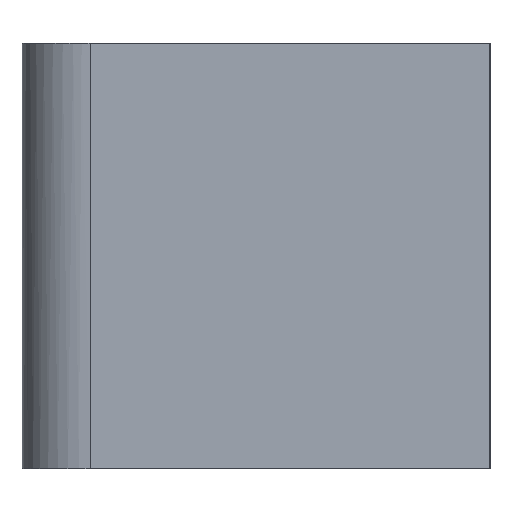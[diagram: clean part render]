
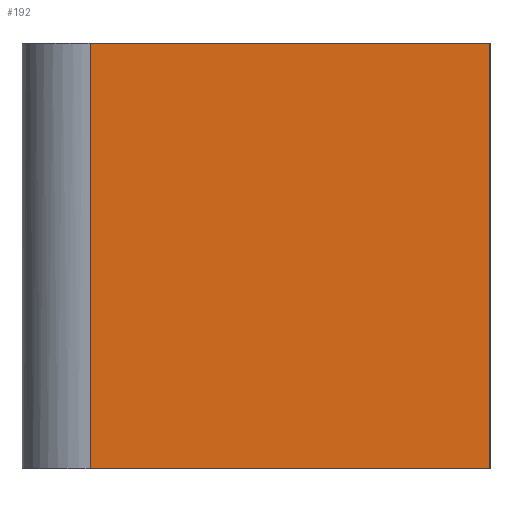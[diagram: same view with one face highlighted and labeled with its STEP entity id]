
A CAD part, left-side view. The second image highlights one B-rep face of the part: STEP entity #192.
In plain terms, the highlighted free-form (B-spline) face has degree [1, 1] with [2, 2] control points.
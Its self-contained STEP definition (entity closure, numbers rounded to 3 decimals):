
#9 = CARTESIAN_POINT ( 'NONE',  ( -38.675, 30.46, 50. ) ) ;
#10 = ORIENTED_EDGE ( 'NONE', *, *, #441, .T. ) ;
#23 = CARTESIAN_POINT ( 'NONE',  ( -38.675, 77.46, 50. ) ) ;
#34 = ORIENTED_EDGE ( 'NONE', *, *, #561, .F. ) ;
#44 = FACE_OUTER_BOUND ( 'NONE', #157, .T. ) ;
#47 = CARTESIAN_POINT ( 'NONE',  ( -38.675, 30.46, 50. ) ) ;
#129 = B_SPLINE_CURVE_WITH_KNOTS ( 'NONE', 1,
 ( #9, #335 ),
 .UNSPECIFIED., .F., .F.,
 ( 2, 2 ),
 ( 0., 1. ),
 .UNSPECIFIED. ) ;
#155 = CARTESIAN_POINT ( 'NONE',  ( -38.675, 30.46, 0. ) ) ;
#157 = EDGE_LOOP ( 'NONE', ( #483, #567, #10, #34 ) ) ;
#170 = CARTESIAN_POINT ( 'NONE',  ( -38.675, 77.46, 0. ) ) ;
#192 = ADVANCED_FACE ( 'NONE', ( #44 ), #610, .T. ) ;
#196 = B_SPLINE_CURVE_WITH_KNOTS ( 'NONE', 1,
 ( #547, #197 ),
 .UNSPECIFIED., .F., .F.,
 ( 2, 2 ),
 ( 0., 1. ),
 .UNSPECIFIED. ) ;
#197 = CARTESIAN_POINT ( 'NONE',  ( -38.675, 30.46, 0. ) ) ;
#227 = CARTESIAN_POINT ( 'NONE',  ( -38.675, 77.46, 50. ) ) ;
#234 = B_SPLINE_CURVE_WITH_KNOTS ( 'NONE', 1,
 ( #227, #591 ),
 .UNSPECIFIED., .F., .F.,
 ( 2, 2 ),
 ( 0., 1. ),
 .UNSPECIFIED. ) ;
#262 = CARTESIAN_POINT ( 'NONE',  ( -38.675, 30.46, 50. ) ) ;
#318 = VERTEX_POINT ( 'NONE', #652 ) ;
#335 = CARTESIAN_POINT ( 'NONE',  ( -38.675, 30.46, 0. ) ) ;
#342 = B_SPLINE_CURVE_WITH_KNOTS ( 'NONE', 1,
 ( #23, #559 ),
 .UNSPECIFIED., .F., .F.,
 ( 2, 2 ),
 ( 0., 1. ),
 .UNSPECIFIED. ) ;
#358 = EDGE_CURVE ( 'NONE', #318, #555, #234, .T. ) ;
#369 = CARTESIAN_POINT ( 'NONE',  ( -38.675, 77.46, 50. ) ) ;
#428 = VERTEX_POINT ( 'NONE', #47 ) ;
#441 = EDGE_CURVE ( 'NONE', #555, #578, #196, .T. ) ;
#447 = CARTESIAN_POINT ( 'NONE',  ( -38.675, 30.46, 0. ) ) ;
#483 = ORIENTED_EDGE ( 'NONE', *, *, #601, .F. ) ;
#547 = CARTESIAN_POINT ( 'NONE',  ( -38.675, 77.46, 0. ) ) ;
#555 = VERTEX_POINT ( 'NONE', #170 ) ;
#559 = CARTESIAN_POINT ( 'NONE',  ( -38.675, 30.46, 50. ) ) ;
#561 = EDGE_CURVE ( 'NONE', #428, #578, #129, .T. ) ;
#567 = ORIENTED_EDGE ( 'NONE', *, *, #358, .T. ) ;
#578 = VERTEX_POINT ( 'NONE', #447 ) ;
#591 = CARTESIAN_POINT ( 'NONE',  ( -38.675, 77.46, 0. ) ) ;
#601 = EDGE_CURVE ( 'NONE', #318, #428, #342, .T. ) ;
#610 = B_SPLINE_SURFACE_WITH_KNOTS ( 'NONE', 1, 1, ( 
 ( #155, #636 ),
 ( #262, #369 ) ),
 .UNSPECIFIED., .F., .F., .F.,
 ( 2, 2 ),
 ( 2, 2 ),
 ( 0., 1. ),
 ( 0., 1. ),
 .UNSPECIFIED. ) ;
#636 = CARTESIAN_POINT ( 'NONE',  ( -38.675, 77.46, 0. ) ) ;
#652 = CARTESIAN_POINT ( 'NONE',  ( -38.675, 77.46, 50. ) ) ;
